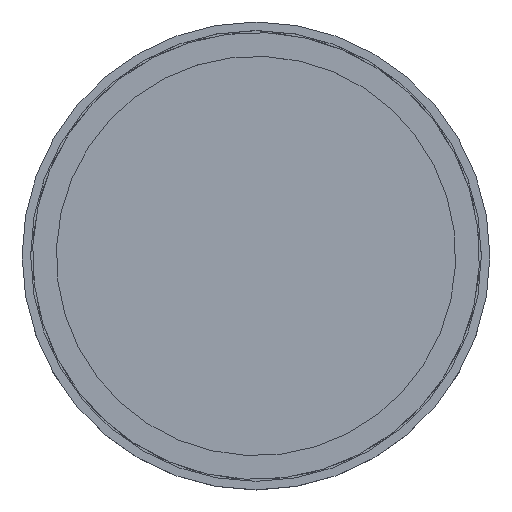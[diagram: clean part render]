
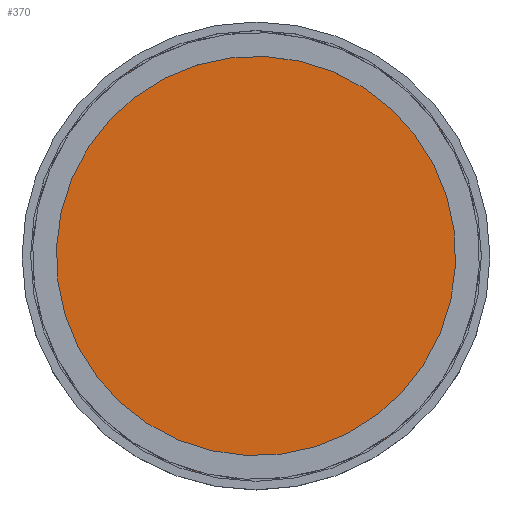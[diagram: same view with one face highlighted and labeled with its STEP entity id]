
A CAD part, top view. The second image highlights one B-rep face of the part: STEP entity #370.
In plain terms, the highlighted planar face has unit normal (0, 0, 1).
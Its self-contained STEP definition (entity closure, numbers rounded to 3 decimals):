
#17 = ORIENTED_EDGE ( 'NONE', *, *, #439, .T. ) ;
#26 = VERTEX_POINT ( 'NONE', #349 ) ;
#53 = DIRECTION ( 'NONE',  ( 0., 0., 1. ) ) ;
#65 = EDGE_CURVE ( 'NONE', #101, #26, #442, .T. ) ;
#101 = VERTEX_POINT ( 'NONE', #143 ) ;
#143 = CARTESIAN_POINT ( 'NONE',  ( -11.899, 1.101, 2.381 ) ) ;
#149 = DIRECTION ( 'NONE',  ( 0., 0., 1. ) ) ;
#229 = CARTESIAN_POINT ( 'NONE',  ( 0., 0., 2.381 ) ) ;
#243 = CARTESIAN_POINT ( 'NONE',  ( 0., 0., 2.381 ) ) ;
#279 = AXIS2_PLACEMENT_3D ( 'NONE', #229, #149, #357 ) ;
#282 = FACE_OUTER_BOUND ( 'NONE', #591, .T. ) ;
#337 = AXIS2_PLACEMENT_3D ( 'NONE', #243, #53, #659 ) ;
#348 = DIRECTION ( 'NONE',  ( 0.996, -0.092, 0. ) ) ;
#349 = CARTESIAN_POINT ( 'NONE',  ( 11.899, -1.101, 2.381 ) ) ;
#357 = DIRECTION ( 'NONE',  ( 0.996, -0.092, 0. ) ) ;
#361 = CARTESIAN_POINT ( 'NONE',  ( 0., 0., 2.381 ) ) ;
#370 = ADVANCED_FACE ( 'NONE', ( #282 ), #486, .T. ) ;
#404 = DIRECTION ( 'NONE',  ( 0., 0., 1. ) ) ;
#426 = CIRCLE ( 'NONE', #470, 11.95 ) ;
#439 = EDGE_CURVE ( 'NONE', #26, #101, #426, .T. ) ;
#442 = CIRCLE ( 'NONE', #337, 11.95 ) ;
#470 = AXIS2_PLACEMENT_3D ( 'NONE', #361, #404, #348 ) ;
#484 = ORIENTED_EDGE ( 'NONE', *, *, #65, .T. ) ;
#486 = PLANE ( 'NONE',  #279 ) ;
#591 = EDGE_LOOP ( 'NONE', ( #484, #17 ) ) ;
#659 = DIRECTION ( 'NONE',  ( 0.996, -0.092, 0. ) ) ;
